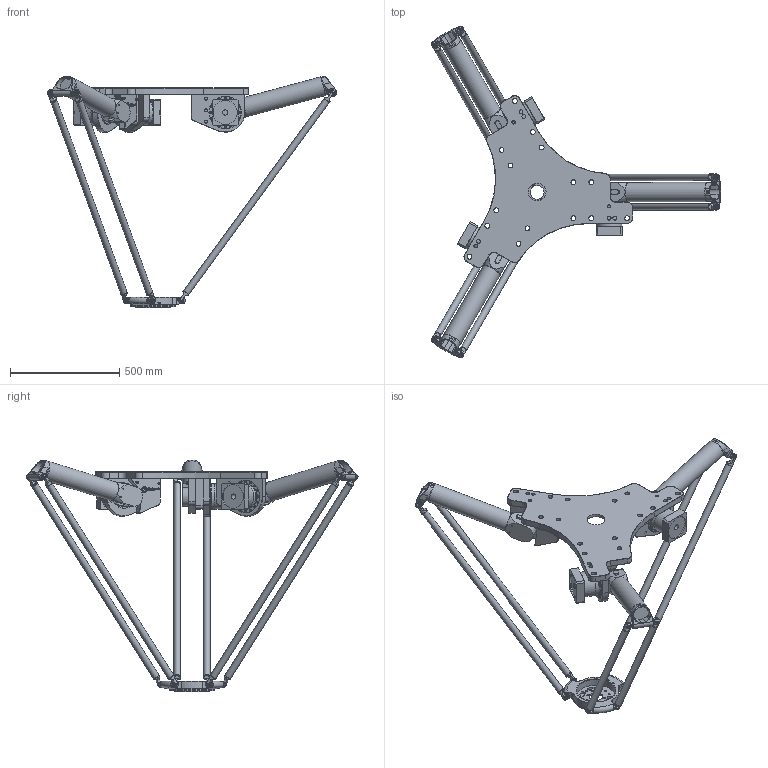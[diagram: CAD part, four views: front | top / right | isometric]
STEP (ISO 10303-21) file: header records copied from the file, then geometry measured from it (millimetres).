
FILE_DESCRIPTION(/* description */ ('Norm.iam Teamplte'),/* implementation_level */ '2;1');
FILE_NAME(/* name */ '3D-model_A_00827-01.stp',/* time_stamp */ '2022-01-03T13:31:45+01:00',/* author */ ('michael.schutter'),/* organization */ (''),/* preprocessor_version */ 'ST-DEVELOPER v16.5',/* originating_system */ 'Autodesk Inventor 2017',/* authorisation */ '');
FILE_SCHEMA (('AUTOMOTIVE_DESIGN { 1 0 10303 214 3 1 1 }'));
Length unit declared in the file: millimetre
Products named in the file (8): A_00827-01_DUMMY DELTA Robotermechanik RL3-1400-12kg; MT_BGR00017940; MT_WST00055161; MT_WST00055121MT_WST; MT_WST00069208MT_WST; MT_WST00050309MT_WST; MT_WST00058287MT_WST; MT_WST00106942
Assembly tree (21 placements, depth 3):
  A_00827-01_DUMMY DELTA Robotermechanik RL3-1400-12kg
    MT_BGR00017940
      MT_WST00055161
      MT_WST00055121MT_WST  x3
    MT_WST00050309MT_WST  x6
    MT_WST00069208MT_WST  x6
    MT_WST00058287MT_WST  x3
    MT_WST00106942
Bounding box: 1323.3 x 1520.13 x 1061.87 mm (x, y, z)
Volume: 32677326.1 mm3; surface area: 2864120.7 mm2
Topology: 20 solids, 29 shells, 3239 faces, 7225 edges, 4570 vertices
Faces by surface type: plane 1648, cylinder 1026, cone 313, torus 150, bspline 102
Full cylindrical faces by diameter (mm): 4 x1, 4.917 x11, 5 x96, 5.5 x2, 8 x36, 8.2 x36, 8.376 x6, 8.5 x96, 9.6 x3, 10 x1, 10.4 x2, 12 x25, 13 x36, 13.835 x9, 16 x12, 17.294 x6, 18 x48, 22 x15, 24 x3, 29.8 x12, 30 x18, 40 x3, 63 x1, 80 x6, 82 x1, 85 x3, 88 x3, 110 x6, 111 x3, 115 x3
Entity records: 59980 total; most frequent: CARTESIAN_POINT 18768, DIRECTION 8574, ORIENTED_EDGE 7444, EDGE_CURVE 3722, AXIS2_PLACEMENT_3D 3234, VERTEX_POINT 2614, EDGE_LOOP 2560, LINE 2106
